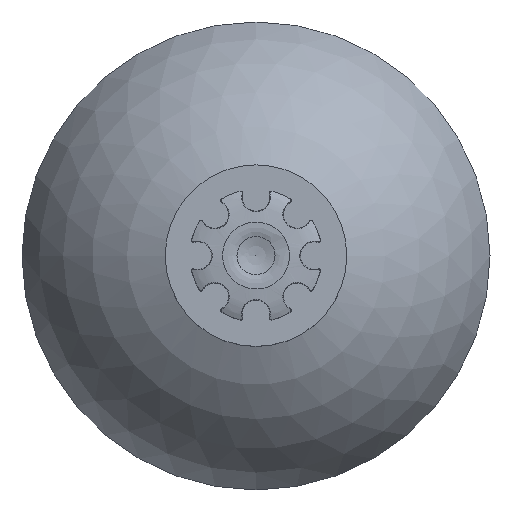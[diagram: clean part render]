
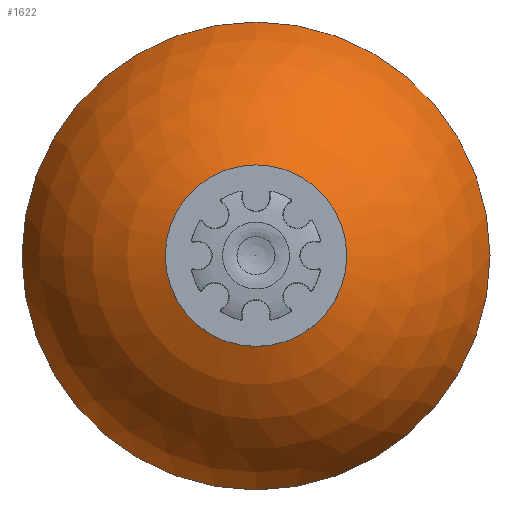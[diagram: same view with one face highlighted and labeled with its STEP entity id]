
A CAD part, top view. The second image highlights one B-rep face of the part: STEP entity #1622.
In plain terms, the highlighted spherical face has radius 13.217 mm.
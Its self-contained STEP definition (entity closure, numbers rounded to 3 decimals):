
#148=SPHERICAL_SURFACE('',#1813,13.217);
#246=FACE_OUTER_BOUND('',#348,.T.);
#348=EDGE_LOOP('',(#1492,#1493,#1494,#1495,#1496));
#555=CIRCLE('',#1783,12.5);
#566=CIRCLE('',#1811,4.85);
#567=CIRCLE('',#1812,4.85);
#568=CIRCLE('',#1814,13.217);
#715=VERTEX_POINT('',#5757);
#731=VERTEX_POINT('',#5827);
#732=VERTEX_POINT('',#5829);
#960=EDGE_CURVE('',#715,#715,#555,.T.);
#986=EDGE_CURVE('',#732,#731,#566,.T.);
#987=EDGE_CURVE('',#731,#732,#567,.T.);
#988=EDGE_CURVE('',#732,#715,#568,.T.);
#1492=ORIENTED_EDGE('',*,*,#986,.T.);
#1493=ORIENTED_EDGE('',*,*,#987,.T.);
#1494=ORIENTED_EDGE('',*,*,#988,.T.);
#1495=ORIENTED_EDGE('',*,*,#960,.F.);
#1496=ORIENTED_EDGE('',*,*,#988,.F.);
#1622=ADVANCED_FACE('',(#246),#148,.T.);
#1783=AXIS2_PLACEMENT_3D('',#5758,#2118,#2119);
#1811=AXIS2_PLACEMENT_3D('',#5830,#2185,#2186);
#1812=AXIS2_PLACEMENT_3D('',#5831,#2187,#2188);
#1813=AXIS2_PLACEMENT_3D('',#5832,#2189,#2190);
#1814=AXIS2_PLACEMENT_3D('',#5833,#2191,#2192);
#2118=DIRECTION('center_axis',(0.,0.,-1.));
#2119=DIRECTION('ref_axis',(0.,-1.,0.));
#2185=DIRECTION('center_axis',(0.,0.,-1.));
#2186=DIRECTION('ref_axis',(-1.,0.,0.));
#2187=DIRECTION('center_axis',(0.,0.,-1.));
#2188=DIRECTION('ref_axis',(-1.,0.,0.));
#2189=DIRECTION('center_axis',(0.,0.,1.));
#2190=DIRECTION('ref_axis',(1.,0.,0.));
#2191=DIRECTION('center_axis',(0.,-1.,0.));
#2192=DIRECTION('ref_axis',(-1.,0.,0.));
#5757=CARTESIAN_POINT('',(-12.5,0.,9.8));
#5758=CARTESIAN_POINT('Origin',(0.,0.,
9.8));
#5827=CARTESIAN_POINT('',(4.85,0.,17.8));
#5829=CARTESIAN_POINT('',(-4.85,0.,17.8));
#5830=CARTESIAN_POINT('Origin',(0.,0.,17.8));
#5831=CARTESIAN_POINT('Origin',(0.,0.,17.8));
#5832=CARTESIAN_POINT('Origin',(0.,0.,
5.505));
#5833=CARTESIAN_POINT('Origin',(0.,0.,
5.505));
